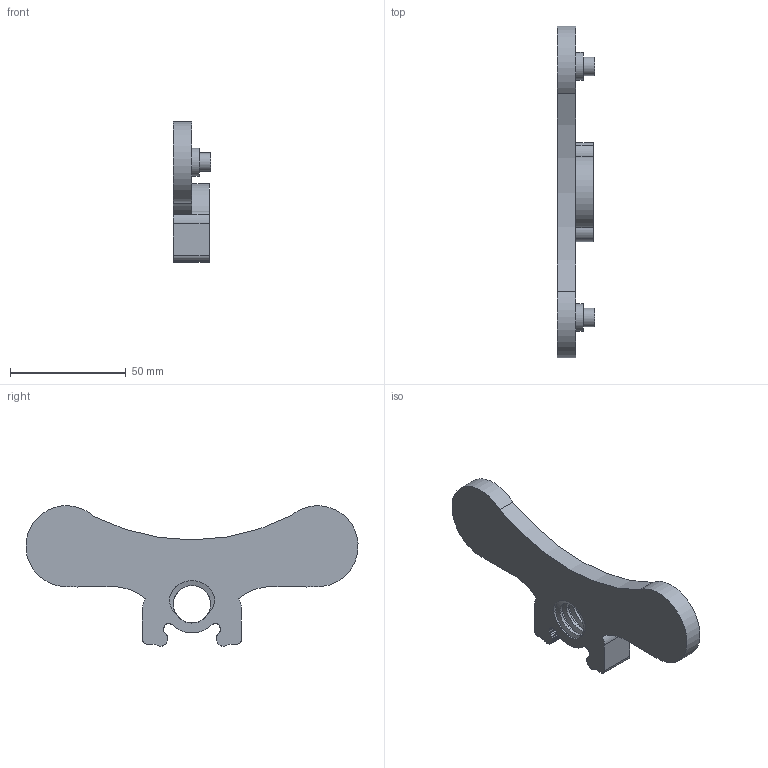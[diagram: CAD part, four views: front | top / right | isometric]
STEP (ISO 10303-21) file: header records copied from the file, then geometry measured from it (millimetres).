
FILE_DESCRIPTION(/* description */ (''),/* implementation_level */ '2;1');
FILE_NAME(/* name */ 'STL''s/spol holder by Program FreakHD/Prusa_I3_Adjustable_Spool_Holder/Spool Holder STEP Files/Spool_Holder_Left_Slider.step',/* time_stamp */ '2021-01-25T14:40:52+01:00',/* author */ (''),/* organization */ (''),/* preprocessor_version */ 'ST-DEVELOPER v18.1',/* originating_system */ 'Autodesk Translation Framework v9.7.1.1290',/* authorisation */ '');
FILE_SCHEMA (('AUTOMOTIVE_DESIGN { 1 0 10303 214 3 1 1 }'));
Length unit declared in the file: millimetre
Products named in the file (1): Spool_Holder_Left_Slider
Bounding box: 16.1 x 143.46 x 60.73 mm (x, y, z)
Volume: 42219.5 mm3; surface area: 15355.4 mm2
Topology: 1 solids, 1 shells, 260 faces, 733 edges, 480 vertices
Faces by surface type: plane 230, cylinder 28, bspline 2
Full cylindrical faces by diameter (mm): 7.99 x2, 12 x2, 16.188 x3, 20.5 x3
Entity records: 9530 total; most frequent: CARTESIAN_POINT 2789, ORIENTED_EDGE 1466, DIRECTION 1269, EDGE_CURVE 733, LINE 669, VECTOR 669, VERTEX_POINT 480, AXIS2_PLACEMENT_3D 300
